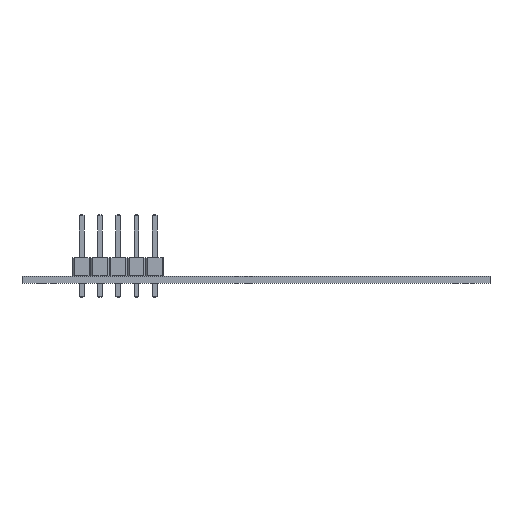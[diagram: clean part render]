
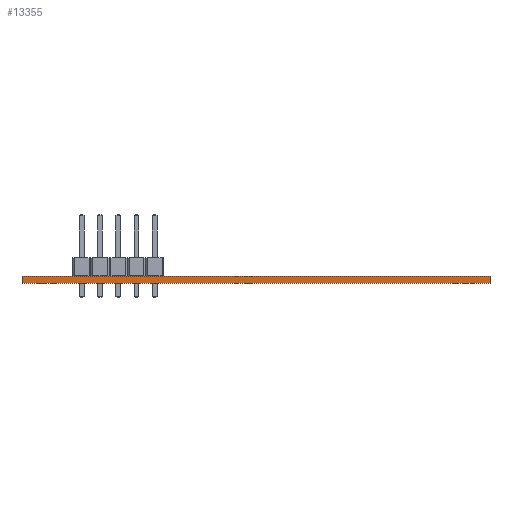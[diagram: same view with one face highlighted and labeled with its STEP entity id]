
A CAD part, front view. The second image highlights one B-rep face of the part: STEP entity #13355.
In plain terms, the highlighted planar face has unit normal (0, -1, 0).
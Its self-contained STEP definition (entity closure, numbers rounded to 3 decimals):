
#13355 = ADVANCED_FACE('',(#13356),#13370,.T.);
#13356 = FACE_BOUND('',#13357,.T.);
#13357 = EDGE_LOOP('',(#13358,#13393,#13421,#13449));
#13358 = ORIENTED_EDGE('',*,*,#13359,.T.);
#13359 = EDGE_CURVE('',#13360,#13362,#13364,.T.);
#13360 = VERTEX_POINT('',#13361);
#13361 = CARTESIAN_POINT('',(32.537,-28.042,0.));
#13362 = VERTEX_POINT('',#13363);
#13363 = CARTESIAN_POINT('',(32.537,-28.042,0.98));
#13364 = SURFACE_CURVE('',#13365,(#13369,#13381),.PCURVE_S1.);
#13365 = LINE('',#13366,#13367);
#13366 = CARTESIAN_POINT('',(32.537,-28.042,0.));
#13367 = VECTOR('',#13368,1.);
#13368 = DIRECTION('',(0.,0.,1.));
#13369 = PCURVE('',#13370,#13375);
#13370 = PLANE('',#13371);
#13371 = AXIS2_PLACEMENT_3D('',#13372,#13373,#13374);
#13372 = CARTESIAN_POINT('',(32.537,-28.042,0.));
#13373 = DIRECTION('',(0.,-1.,0.));
#13374 = DIRECTION('',(-1.,0.,0.));
#13375 = DEFINITIONAL_REPRESENTATION('',(#13376),#13380);
#13376 = LINE('',#13377,#13378);
#13377 = CARTESIAN_POINT('',(0.,-0.));
#13378 = VECTOR('',#13379,1.);
#13379 = DIRECTION('',(0.,-1.));
#13380 = ( GEOMETRIC_REPRESENTATION_CONTEXT(2) 
PARAMETRIC_REPRESENTATION_CONTEXT() REPRESENTATION_CONTEXT('2D SPACE',''
  ) );
#13381 = PCURVE('',#13382,#13387);
#13382 = PLANE('',#13383);
#13383 = AXIS2_PLACEMENT_3D('',#13384,#13385,#13386);
#13384 = CARTESIAN_POINT('',(32.537,28.042,0.));
#13385 = DIRECTION('',(1.,0.,-0.));
#13386 = DIRECTION('',(0.,-1.,0.));
#13387 = DEFINITIONAL_REPRESENTATION('',(#13388),#13392);
#13388 = LINE('',#13389,#13390);
#13389 = CARTESIAN_POINT('',(56.083,0.));
#13390 = VECTOR('',#13391,1.);
#13391 = DIRECTION('',(0.,-1.));
#13392 = ( GEOMETRIC_REPRESENTATION_CONTEXT(2) 
PARAMETRIC_REPRESENTATION_CONTEXT() REPRESENTATION_CONTEXT('2D SPACE',''
  ) );
#13393 = ORIENTED_EDGE('',*,*,#13394,.T.);
#13394 = EDGE_CURVE('',#13362,#13395,#13397,.T.);
#13395 = VERTEX_POINT('',#13396);
#13396 = CARTESIAN_POINT('',(-32.537,-28.042,0.98));
#13397 = SURFACE_CURVE('',#13398,(#13402,#13409),.PCURVE_S1.);
#13398 = LINE('',#13399,#13400);
#13399 = CARTESIAN_POINT('',(32.537,-28.042,0.98));
#13400 = VECTOR('',#13401,1.);
#13401 = DIRECTION('',(-1.,0.,0.));
#13402 = PCURVE('',#13370,#13403);
#13403 = DEFINITIONAL_REPRESENTATION('',(#13404),#13408);
#13404 = LINE('',#13405,#13406);
#13405 = CARTESIAN_POINT('',(0.,-0.98));
#13406 = VECTOR('',#13407,1.);
#13407 = DIRECTION('',(1.,0.));
#13408 = ( GEOMETRIC_REPRESENTATION_CONTEXT(2) 
PARAMETRIC_REPRESENTATION_CONTEXT() REPRESENTATION_CONTEXT('2D SPACE',''
  ) );
#13409 = PCURVE('',#13410,#13415);
#13410 = PLANE('',#13411);
#13411 = AXIS2_PLACEMENT_3D('',#13412,#13413,#13414);
#13412 = CARTESIAN_POINT('',(0.,0.,0.98));
#13413 = DIRECTION('',(-0.,-0.,-1.));
#13414 = DIRECTION('',(-1.,0.,0.));
#13415 = DEFINITIONAL_REPRESENTATION('',(#13416),#13420);
#13416 = LINE('',#13417,#13418);
#13417 = CARTESIAN_POINT('',(-32.537,-28.042));
#13418 = VECTOR('',#13419,1.);
#13419 = DIRECTION('',(1.,0.));
#13420 = ( GEOMETRIC_REPRESENTATION_CONTEXT(2) 
PARAMETRIC_REPRESENTATION_CONTEXT() REPRESENTATION_CONTEXT('2D SPACE',''
  ) );
#13421 = ORIENTED_EDGE('',*,*,#13422,.F.);
#13422 = EDGE_CURVE('',#13423,#13395,#13425,.T.);
#13423 = VERTEX_POINT('',#13424);
#13424 = CARTESIAN_POINT('',(-32.537,-28.042,0.));
#13425 = SURFACE_CURVE('',#13426,(#13430,#13437),.PCURVE_S1.);
#13426 = LINE('',#13427,#13428);
#13427 = CARTESIAN_POINT('',(-32.537,-28.042,0.));
#13428 = VECTOR('',#13429,1.);
#13429 = DIRECTION('',(0.,0.,1.));
#13430 = PCURVE('',#13370,#13431);
#13431 = DEFINITIONAL_REPRESENTATION('',(#13432),#13436);
#13432 = LINE('',#13433,#13434);
#13433 = CARTESIAN_POINT('',(65.075,0.));
#13434 = VECTOR('',#13435,1.);
#13435 = DIRECTION('',(0.,-1.));
#13436 = ( GEOMETRIC_REPRESENTATION_CONTEXT(2) 
PARAMETRIC_REPRESENTATION_CONTEXT() REPRESENTATION_CONTEXT('2D SPACE',''
  ) );
#13437 = PCURVE('',#13438,#13443);
#13438 = PLANE('',#13439);
#13439 = AXIS2_PLACEMENT_3D('',#13440,#13441,#13442);
#13440 = CARTESIAN_POINT('',(-32.537,-28.042,0.));
#13441 = DIRECTION('',(-1.,0.,0.));
#13442 = DIRECTION('',(0.,1.,0.));
#13443 = DEFINITIONAL_REPRESENTATION('',(#13444),#13448);
#13444 = LINE('',#13445,#13446);
#13445 = CARTESIAN_POINT('',(0.,0.));
#13446 = VECTOR('',#13447,1.);
#13447 = DIRECTION('',(0.,-1.));
#13448 = ( GEOMETRIC_REPRESENTATION_CONTEXT(2) 
PARAMETRIC_REPRESENTATION_CONTEXT() REPRESENTATION_CONTEXT('2D SPACE',''
  ) );
#13449 = ORIENTED_EDGE('',*,*,#13450,.F.);
#13450 = EDGE_CURVE('',#13360,#13423,#13451,.T.);
#13451 = SURFACE_CURVE('',#13452,(#13456,#13463),.PCURVE_S1.);
#13452 = LINE('',#13453,#13454);
#13453 = CARTESIAN_POINT('',(32.537,-28.042,0.));
#13454 = VECTOR('',#13455,1.);
#13455 = DIRECTION('',(-1.,0.,0.));
#13456 = PCURVE('',#13370,#13457);
#13457 = DEFINITIONAL_REPRESENTATION('',(#13458),#13462);
#13458 = LINE('',#13459,#13460);
#13459 = CARTESIAN_POINT('',(0.,-0.));
#13460 = VECTOR('',#13461,1.);
#13461 = DIRECTION('',(1.,0.));
#13462 = ( GEOMETRIC_REPRESENTATION_CONTEXT(2) 
PARAMETRIC_REPRESENTATION_CONTEXT() REPRESENTATION_CONTEXT('2D SPACE',''
  ) );
#13463 = PCURVE('',#13464,#13469);
#13464 = PLANE('',#13465);
#13465 = AXIS2_PLACEMENT_3D('',#13466,#13467,#13468);
#13466 = CARTESIAN_POINT('',(0.,0.,0.));
#13467 = DIRECTION('',(-0.,-0.,-1.));
#13468 = DIRECTION('',(-1.,0.,0.));
#13469 = DEFINITIONAL_REPRESENTATION('',(#13470),#13474);
#13470 = LINE('',#13471,#13472);
#13471 = CARTESIAN_POINT('',(-32.537,-28.042));
#13472 = VECTOR('',#13473,1.);
#13473 = DIRECTION('',(1.,0.));
#13474 = ( GEOMETRIC_REPRESENTATION_CONTEXT(2) 
PARAMETRIC_REPRESENTATION_CONTEXT() REPRESENTATION_CONTEXT('2D SPACE',''
  ) );
